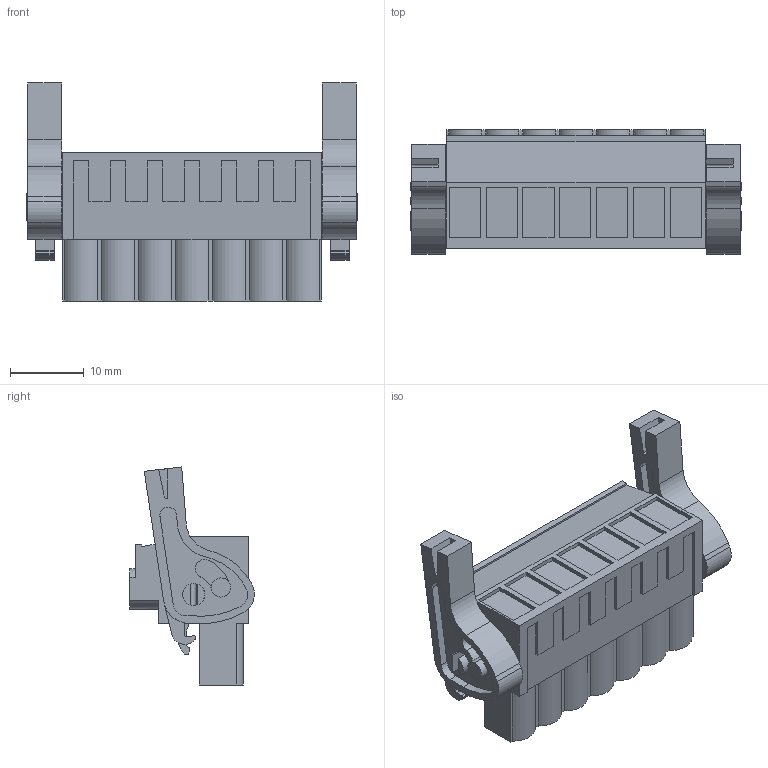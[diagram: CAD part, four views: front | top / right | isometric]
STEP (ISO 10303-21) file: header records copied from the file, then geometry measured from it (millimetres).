
FILE_DESCRIPTION(('CATIA V5 STEP Exchange','CAx-IF Rec.Pracs.--- Model Styling and Organization---1.2---2011-12-15'),'2;1');
FILE_NAME ('D1460382_0_1956320000_1956320000.stp','2017-05-31T13:06:57+00:00',('none'),('Weidmueller'),'CATIA Version 5-6 Release 2014','CATIA V5 STEP AP214','none');
FILE_SCHEMA(('AUTOMOTIVE_DESIGN { 1 0 10303 214 1 1 1 1 }'));
Length unit declared in the file: millimetre
Products named in the file (1): 1956320000
Bounding box: 44.7 x 16.89 x 29.52 mm (x, y, z)
Volume: 8087.3 mm3; surface area: 5733.6 mm2
Topology: 10 solids, 10 shells, 588 faces, 1660 edges, 1130 vertices
Faces by surface type: plane 431, cylinder 155, extrusion 2
Entity records: 18665 total; most frequent: CARTESIAN_POINT 3523, ORIENTED_EDGE 3320, DIRECTION 2483, EDGE_CURVE 1660, VECTOR 1289, LINE 1287, VERTEX_POINT 1130, AXIS2_PLACEMENT_3D 763
